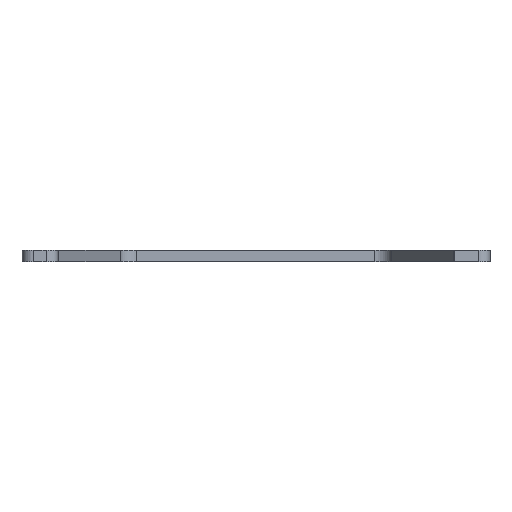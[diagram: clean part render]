
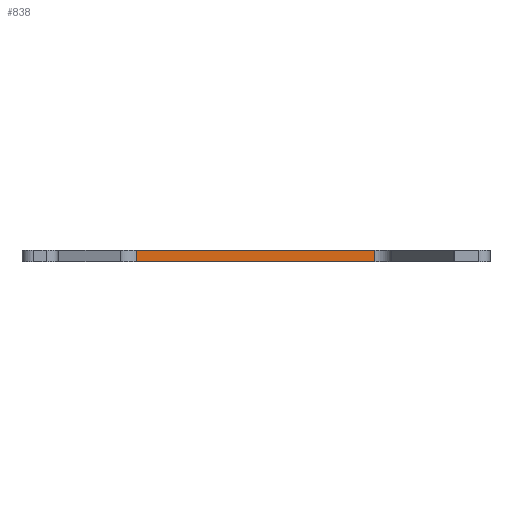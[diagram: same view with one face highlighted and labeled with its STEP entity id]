
A CAD part, front view. The second image highlights one B-rep face of the part: STEP entity #838.
In plain terms, the highlighted planar face has unit normal (0, -1, 0).
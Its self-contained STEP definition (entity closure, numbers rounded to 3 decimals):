
#113 = CARTESIAN_POINT ( 'NONE',  ( 20.869, 0., 0. ) ) ;
#121 = CARTESIAN_POINT ( 'NONE',  ( 20.869, 0., -2. ) ) ;
#122 = DIRECTION ( 'NONE',  ( 0., 0., 1. ) ) ;
#123 = VECTOR ( 'NONE', #122, 1000. ) ;
#124 = CARTESIAN_POINT ( 'NONE',  ( 20.869, 0., -2. ) ) ;
#125 = LINE ( 'NONE', #124, #123 ) ;
#831 = VERTEX_POINT ( 'NONE', #1728 ) ;
#834 = EDGE_CURVE ( 'NONE', #831, #1103, #1714, .T. ) ;
#836 = ORIENTED_EDGE ( 'NONE', *, *, #834, .F. ) ;
#838 = ADVANCED_FACE ( 'NONE', ( #1720 ), #1722, .T. ) ;
#839 = EDGE_LOOP ( 'NONE', ( #836, #842, #900, #890 ) ) ;
#842 = ORIENTED_EDGE ( 'NONE', *, *, #847, .F. ) ;
#847 = EDGE_CURVE ( 'NONE', #877, #831, #1762, .T. ) ;
#877 = VERTEX_POINT ( 'NONE', #1771 ) ;
#890 = ORIENTED_EDGE ( 'NONE', *, *, #1121, .T. ) ;
#900 = ORIENTED_EDGE ( 'NONE', *, *, #907, .T. ) ;
#907 = EDGE_CURVE ( 'NONE', #877, #1125, #1869, .T. ) ;
#1103 = VERTEX_POINT ( 'NONE', #113 ) ;
#1121 = EDGE_CURVE ( 'NONE', #1125, #1103, #125, .T. ) ;
#1125 = VERTEX_POINT ( 'NONE', #121 ) ;
#1711 = DIRECTION ( 'NONE',  ( 1., 0., 0. ) ) ;
#1712 = VECTOR ( 'NONE', #1711, 1000. ) ;
#1713 = CARTESIAN_POINT ( 'NONE',  ( 20.869, 0., 0. ) ) ;
#1714 = LINE ( 'NONE', #1713, #1712 ) ;
#1715 = AXIS2_PLACEMENT_3D ( 'NONE', #1760, #1759, #1758 ) ;
#1720 = FACE_OUTER_BOUND ( 'NONE', #839, .T. ) ;
#1722 = PLANE ( 'NONE',  #1715 ) ;
#1728 = CARTESIAN_POINT ( 'NONE',  ( -20.869, 0., 0. ) ) ;
#1746 = DIRECTION ( 'NONE',  ( 0., 0., 1. ) ) ;
#1747 = VECTOR ( 'NONE', #1746, 1000. ) ;
#1752 = CARTESIAN_POINT ( 'NONE',  ( -20.869, 0., -2. ) ) ;
#1758 = DIRECTION ( 'NONE',  ( 0., 0., -1. ) ) ;
#1759 = DIRECTION ( 'NONE',  ( 0., -1., 0. ) ) ;
#1760 = CARTESIAN_POINT ( 'NONE',  ( 20.869, 0., -2. ) ) ;
#1762 = LINE ( 'NONE', #1752, #1747 ) ;
#1771 = CARTESIAN_POINT ( 'NONE',  ( -20.869, 0., -2. ) ) ;
#1866 = DIRECTION ( 'NONE',  ( 1., 0., 0. ) ) ;
#1867 = VECTOR ( 'NONE', #1866, 1000. ) ;
#1868 = CARTESIAN_POINT ( 'NONE',  ( 20.869, 0., -2. ) ) ;
#1869 = LINE ( 'NONE', #1868, #1867 ) ;
